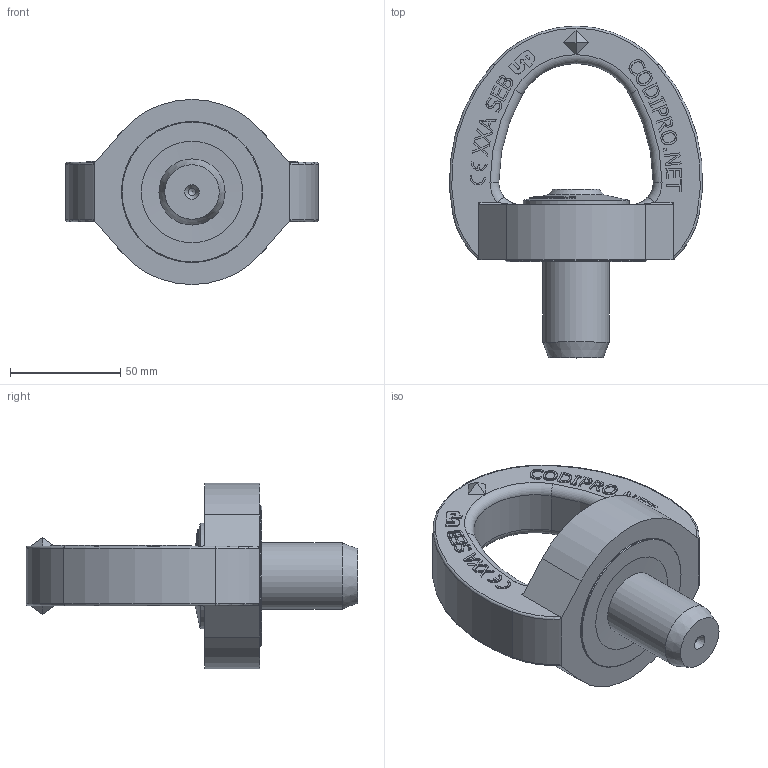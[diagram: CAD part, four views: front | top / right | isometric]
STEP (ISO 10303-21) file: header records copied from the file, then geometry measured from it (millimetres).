
FILE_DESCRIPTION(/* description */ (''),/* implementation_level */ '2;1');
FILE_NAME(/* name */ 'SEB M30 UP.stp',/* time_stamp */ '2017-09-21T16:04:24+02:00',/* author */ ('rklenes'),/* organization */ (''),/* preprocessor_version */ 'ST-DEVELOPER v16.5',/* originating_system */ 'Autodesk Inventor 2017',/* authorisation */ '');
FILE_SCHEMA (('AUTOMOTIVE_DESIGN { 1 0 10303 214 3 1 1 }'));
Length unit declared in the file: millimetre
Products named in the file (4): SEB M30 UP; SEM_3bis; SEA_M30X65_UP; SEE_M30A
Assembly tree (3 placements, depth 2):
  SEB M30 UP
    SEM_3bis
    SEA_M30X65_UP
    SEE_M30A
Bounding box: 114.64 x 150.5 x 84 mm (x, y, z)
Volume: 295370.5 mm3; surface area: 57938.7 mm2
Topology: 3 solids, 3 shells, 675 faces, 1805 edges, 1179 vertices
Faces by surface type: plane 365, bspline 206, cylinder 41, cone 40, torus 23
Full cylindrical faces by diameter (mm): 3.15 x1, 30 x3, 30.2 x1, 40 x3, 48 x2, 64 x2
Entity records: 23359 total; most frequent: CARTESIAN_POINT 8113, ORIENTED_EDGE 3526, DIRECTION 2401, EDGE_CURVE 1763, VERTEX_POINT 1175, LINE 989, VECTOR 989, EDGE_LOOP 762
